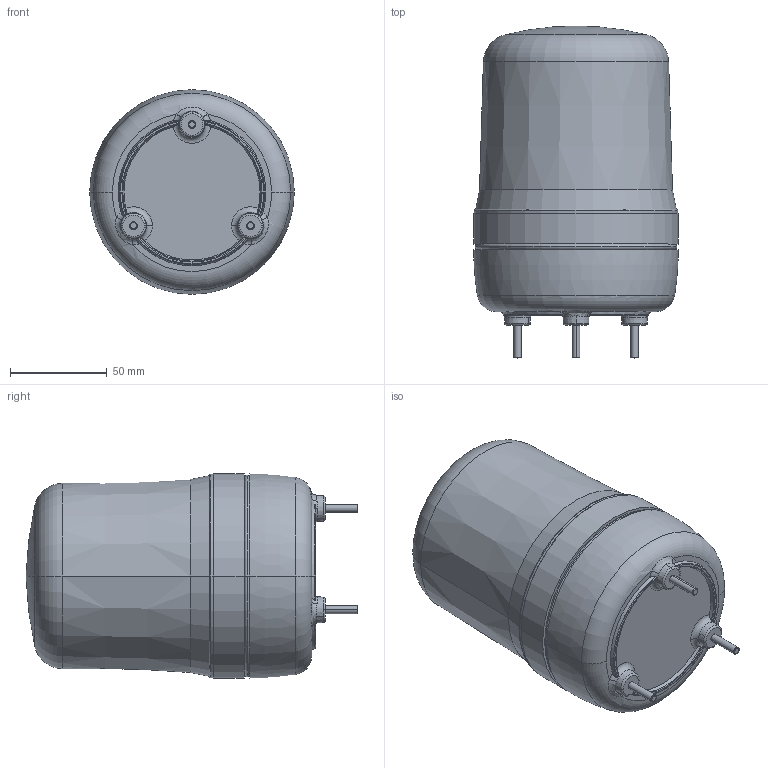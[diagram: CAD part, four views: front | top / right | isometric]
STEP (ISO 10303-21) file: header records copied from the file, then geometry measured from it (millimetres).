
FILE_DESCRIPTION(('STEP AP242'),'1');
FILE_NAME('xvr_10b04.stp','2019-10-23T09:26:15',('TraceParts'),('TraceParts S.A.'),'Spatial InterOp 3D',' ',' ');
FILE_SCHEMA(('AP242_MANAGED_MODEL_BASED_3D_ENGINEERING_MIM_LF {1 0 10303 442 1 1 4}'));
Length unit declared in the file: millimetre
Products named in the file (1): xvr_10b04
Bounding box: 106 x 172 x 106 mm (x, y, z)
Volume: 1136693.8 mm3; surface area: 61586.4 mm2
Topology: 1 solids, 1 shells, 93 faces, 223 edges, 137 vertices
Faces by surface type: torus 43, cone 20, plane 15, cylinder 10, bspline 3, sphere 2
Entity records: 4613 total; most frequent: CARTESIAN_POINT 2370, DIRECTION 534, ORIENTED_EDGE 446, AXIS2_PLACEMENT_3D 255, EDGE_CURVE 223, CIRCLE 164, VERTEX_POINT 137, EDGE_LOOP 98
